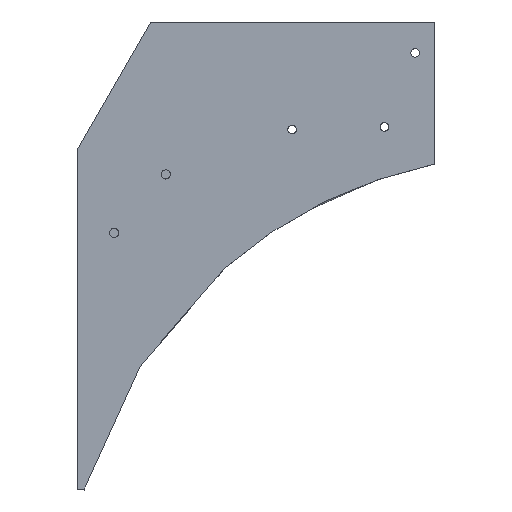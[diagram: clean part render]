
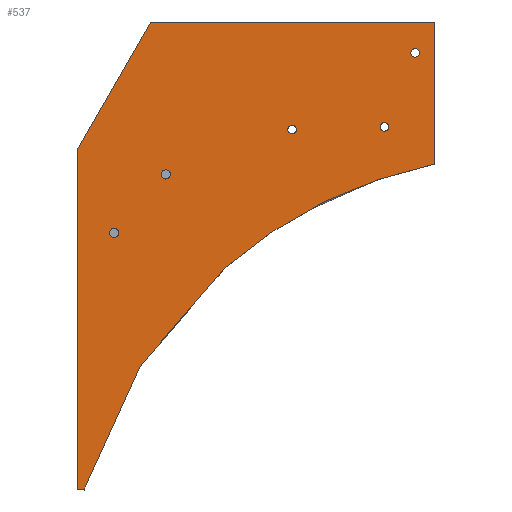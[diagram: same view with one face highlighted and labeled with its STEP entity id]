
A CAD part, top view. The second image highlights one B-rep face of the part: STEP entity #537.
In plain terms, the highlighted planar face has unit normal (0, 0, 1).
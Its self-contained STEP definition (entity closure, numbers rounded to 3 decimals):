
#26=FACE_BOUND('',#121,.T.);
#27=FACE_BOUND('',#122,.T.);
#28=FACE_BOUND('',#123,.T.);
#29=FACE_BOUND('',#124,.T.);
#30=FACE_BOUND('',#125,.T.);
#46=PLANE('',#612);
#77=FACE_OUTER_BOUND('',#120,.T.);
#120=EDGE_LOOP('',(#433,#434,#435,#436,#437,#438,#439,#440,#441));
#121=EDGE_LOOP('',(#442));
#122=EDGE_LOOP('',(#443));
#123=EDGE_LOOP('',(#444));
#124=EDGE_LOOP('',(#445));
#125=EDGE_LOOP('',(#446));
#149=LINE('',#849,#186);
#159=LINE('',#932,#196);
#162=LINE('',#938,#199);
#163=LINE('',#940,#200);
#164=LINE('',#942,#201);
#165=LINE('',#944,#202);
#166=LINE('',#947,#203);
#186=VECTOR('',#688,10.);
#196=VECTOR('',#744,10.);
#199=VECTOR('',#749,10.);
#200=VECTOR('',#750,10.);
#201=VECTOR('',#751,10.);
#202=VECTOR('',#752,10.);
#203=VECTOR('',#755,10.);
#217=CIRCLE('',#565,1.5);
#219=CIRCLE('',#569,1.5);
#221=CIRCLE('',#573,1.4);
#223=CIRCLE('',#576,1.4);
#238=CIRCLE('',#604,1.4);
#240=CIRCLE('',#607,149.2);
#242=CIRCLE('',#613,149.2);
#246=VERTEX_POINT('',#803);
#248=VERTEX_POINT('',#810);
#250=VERTEX_POINT('',#817);
#252=VERTEX_POINT('',#823);
#260=VERTEX_POINT('',#847);
#261=VERTEX_POINT('',#848);
#272=VERTEX_POINT('',#881);
#274=VERTEX_POINT('',#887);
#277=VERTEX_POINT('',#931);
#279=VERTEX_POINT('',#937);
#280=VERTEX_POINT('',#939);
#281=VERTEX_POINT('',#941);
#282=VERTEX_POINT('',#943);
#283=VERTEX_POINT('',#945);
#292=EDGE_CURVE('',#246,#246,#217,.T.);
#295=EDGE_CURVE('',#248,#248,#219,.T.);
#298=EDGE_CURVE('',#250,#250,#221,.T.);
#301=EDGE_CURVE('',#252,#252,#223,.T.);
#312=EDGE_CURVE('',#260,#261,#149,.T.);
#327=EDGE_CURVE('',#272,#272,#238,.T.);
#331=EDGE_CURVE('',#260,#274,#240,.T.);
#335=EDGE_CURVE('',#277,#274,#159,.T.);
#338=EDGE_CURVE('',#279,#277,#162,.T.);
#339=EDGE_CURVE('',#279,#280,#163,.T.);
#340=EDGE_CURVE('',#280,#281,#164,.T.);
#341=EDGE_CURVE('',#281,#282,#165,.T.);
#342=EDGE_CURVE('',#282,#283,#242,.T.);
#343=EDGE_CURVE('',#283,#261,#166,.T.);
#433=ORIENTED_EDGE('',*,*,#338,.F.);
#434=ORIENTED_EDGE('',*,*,#339,.T.);
#435=ORIENTED_EDGE('',*,*,#340,.T.);
#436=ORIENTED_EDGE('',*,*,#341,.T.);
#437=ORIENTED_EDGE('',*,*,#342,.T.);
#438=ORIENTED_EDGE('',*,*,#343,.T.);
#439=ORIENTED_EDGE('',*,*,#312,.F.);
#440=ORIENTED_EDGE('',*,*,#331,.T.);
#441=ORIENTED_EDGE('',*,*,#335,.F.);
#442=ORIENTED_EDGE('',*,*,#292,.T.);
#443=ORIENTED_EDGE('',*,*,#295,.T.);
#444=ORIENTED_EDGE('',*,*,#298,.T.);
#445=ORIENTED_EDGE('',*,*,#301,.T.);
#446=ORIENTED_EDGE('',*,*,#327,.T.);
#537=ADVANCED_FACE('',(#77,#26,#27,#28,#29,#30),#46,.T.);
#565=AXIS2_PLACEMENT_3D('',#804,#634,#635);
#569=AXIS2_PLACEMENT_3D('',#811,#643,#644);
#573=AXIS2_PLACEMENT_3D('',#818,#652,#653);
#576=AXIS2_PLACEMENT_3D('',#824,#659,#660);
#604=AXIS2_PLACEMENT_3D('',#882,#725,#726);
#607=AXIS2_PLACEMENT_3D('',#889,#733,#734);
#612=AXIS2_PLACEMENT_3D('',#936,#747,#748);
#613=AXIS2_PLACEMENT_3D('',#946,#753,#754);
#634=DIRECTION('center_axis',(0.,0.,-1.));
#635=DIRECTION('ref_axis',(-1.,0.,0.));
#643=DIRECTION('center_axis',(0.,0.,-1.));
#644=DIRECTION('ref_axis',(-1.,0.,0.));
#652=DIRECTION('center_axis',(0.,0.,-1.));
#653=DIRECTION('ref_axis',(0.,-1.,0.));
#659=DIRECTION('center_axis',(0.,0.,-1.));
#660=DIRECTION('ref_axis',(0.,-1.,0.));
#688=DIRECTION('',(-0.655,-0.756,0.));
#725=DIRECTION('center_axis',(0.,0.,-1.));
#726=DIRECTION('ref_axis',(-1.,0.,0.));
#733=DIRECTION('center_axis',(0.,0.,-1.));
#734=DIRECTION('ref_axis',(0.085,0.996,0.));
#744=DIRECTION('',(0.,-1.,0.));
#747=DIRECTION('center_axis',(0.,0.,1.));
#748=DIRECTION('ref_axis',(1.,0.,0.));
#749=DIRECTION('',(1.,0.,0.));
#750=DIRECTION('',(-0.498,-0.867,0.));
#751=DIRECTION('',(0.,-1.,0.));
#752=DIRECTION('',(1.,0.,0.));
#753=DIRECTION('center_axis',(0.,0.,-1.));
#754=DIRECTION('ref_axis',(-0.959,0.282,0.));
#755=DIRECTION('',(0.415,0.91,0.));
#803=CARTESIAN_POINT('',(-132.398,123.8,12.7));
#804=CARTESIAN_POINT('Origin',(-133.898,123.8,12.7));
#810=CARTESIAN_POINT('',(-115.684,142.8,12.7));
#811=CARTESIAN_POINT('Origin',(-117.184,142.8,12.7));
#817=CARTESIAN_POINT('',(-46.343,159.596,12.7));
#818=CARTESIAN_POINT('Origin',(-46.343,158.196,12.7));
#823=CARTESIAN_POINT('',(-36.343,183.596,12.7));
#824=CARTESIAN_POINT('Origin',(-36.343,182.196,12.7));
#847=CARTESIAN_POINT('',(-97.634,112.82,12.7));
#848=CARTESIAN_POINT('',(-125.515,80.664,12.7));
#849=CARTESIAN_POINT('',(-118.545,88.703,12.7));
#881=CARTESIAN_POINT('',(-74.824,157.3,12.7));
#882=CARTESIAN_POINT('Origin',(-76.224,157.3,12.7));
#887=CARTESIAN_POINT('',(-30.024,146.148,12.7));
#889=CARTESIAN_POINT('Origin',(0.,0.,12.7));
#931=CARTESIAN_POINT('',(-30.024,192.2,12.7));
#932=CARTESIAN_POINT('',(-30.024,155.551,12.7));
#936=CARTESIAN_POINT('Origin',(-14.161,185.4,12.7));
#937=CARTESIAN_POINT('',(-122.124,192.2,12.7));
#938=CARTESIAN_POINT('',(-36.874,192.2,12.7));
#939=CARTESIAN_POINT('',(-145.898,150.8,12.7));
#940=CARTESIAN_POINT('',(-122.124,192.2,12.7));
#941=CARTESIAN_POINT('',(-145.898,40.5,12.7));
#942=CARTESIAN_POINT('',(-145.898,330.3,12.7));
#943=CARTESIAN_POINT('',(-143.598,40.5,12.7));
#944=CARTESIAN_POINT('',(-145.898,40.5,12.7));
#945=CARTESIAN_POINT('',(-143.156,42.034,12.7));
#946=CARTESIAN_POINT('Origin',(0.,0.,12.7));
#947=CARTESIAN_POINT('',(-125.515,80.664,12.7));
